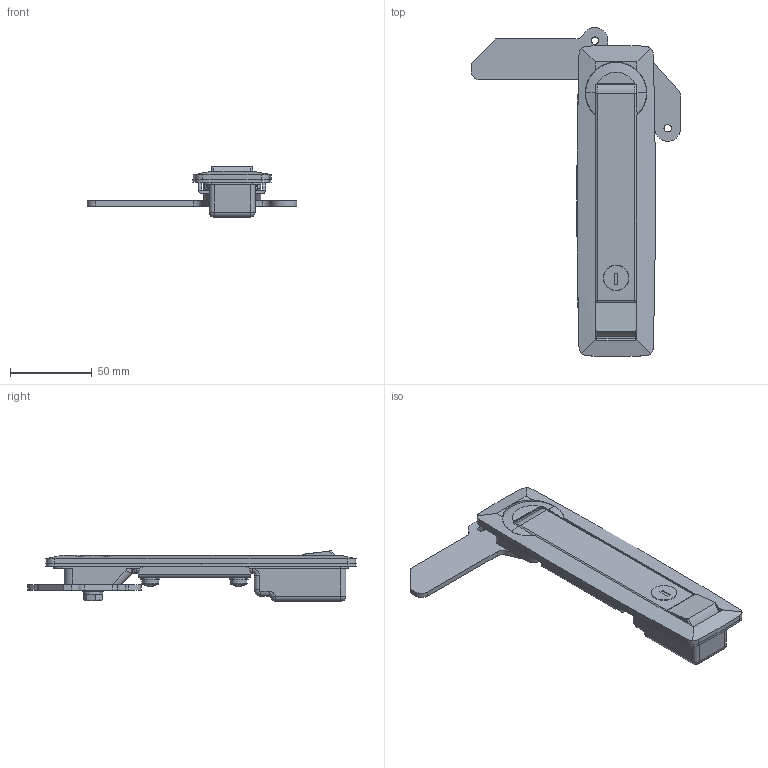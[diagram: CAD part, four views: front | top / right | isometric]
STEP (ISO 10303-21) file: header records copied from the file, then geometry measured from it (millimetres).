
FILE_DESCRIPTION (( 'STEP AP203' ), '1' );
FILE_NAME ('A-960-1.STEP', '2021-05-13T00:47:07', ( '' ), ( '' ), 'SwSTEP 2.0', 'SolidWorks 2018', '' );
FILE_SCHEMA (( 'CONFIG_CONTROL_DESIGN' ));
Length unit declared in the file: millimetre
Products named in the file (14): A-960-1_small screw with a cross hole_ver1.02__M6x8十字穴付なべ小ねじ(SUS)SWシングルセムス(P2); A-960-1_flat Washer_ver1.01__M6平ワッシャー(SUS)みがき丸(旧JIS); A-960-1_Packing_; A-960-1_case_; A-960-1_axis__handle; A-960-1-200_rotor__#200-2-2_; A-960-1_clasp_; A-960-1_axis__button; A-960-1-rotating shaft_; A-960-1; A-960-1_Hex bolt with cross hole__M6x10十字穴付六角ボルト(SUS)SWシングルセムス(P2); A-960-1_handle_; A-960-1_mounting plate_; A-960-1_button_
Assembly tree (14 placements, depth 2):
  A-960-1
    A-960-1_case_
    A-960-1_handle_
    A-960-1-rotating shaft_
    A-960-1_button_
    A-960-1_clasp_
    A-960-1_mounting plate_
    A-960-1_Packing_
    A-960-1_small screw with a cross hole_ver1.02__M6x8十字穴付なべ小ねじ(SUS)SWシングルセムス(P2)  x2
    A-960-1_Hex bolt with cross hole__M6x10十字穴付六角ボルト(SUS)SWシングルセムス(P2)
    A-960-1_flat Washer_ver1.01__M6平ワッシャー(SUS)みがき丸(旧JIS)
    A-960-1_axis__handle
    A-960-1_axis__button
    A-960-1-200_rotor__#200-2-2_
Bounding box: 128 x 200.93 x 30.8 mm (x, y, z)
Volume: 99765.1 mm3; surface area: 78423.7 mm2
Topology: 14 solids, 14 shells, 582 faces, 1481 edges, 929 vertices
Faces by surface type: cylinder 257, plane 233, torus 40, cone 25, sphere 20, bspline 7
Entity records: 18394 total; most frequent: CARTESIAN_POINT 3749, DIRECTION 2862, ORIENTED_EDGE 2706, EDGE_CURVE 1353, AXIS2_PLACEMENT_3D 1083, VERTEX_POINT 855, VECTOR 696, LINE 696
